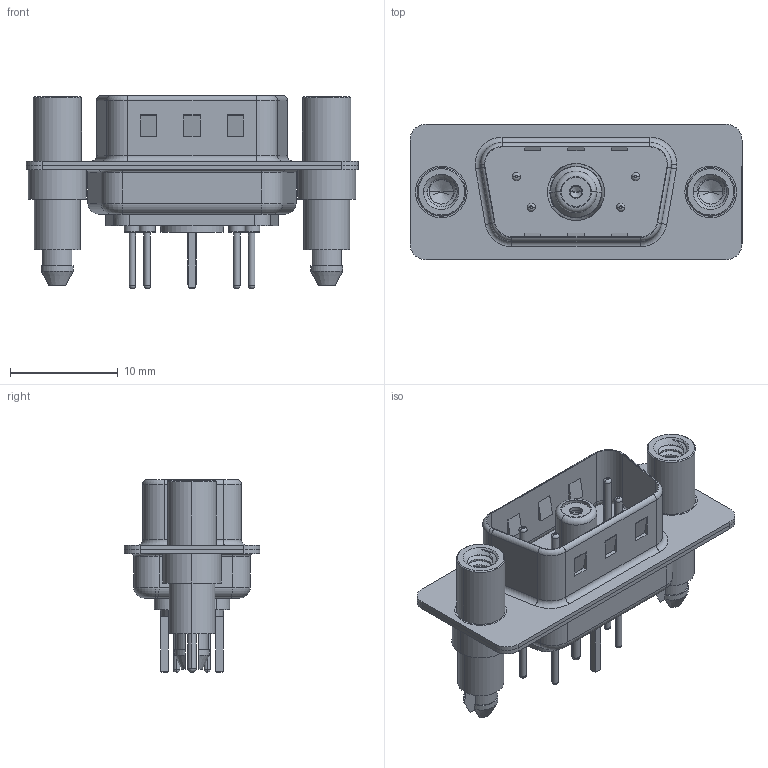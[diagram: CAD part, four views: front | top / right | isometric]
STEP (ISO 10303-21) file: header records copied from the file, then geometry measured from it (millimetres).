
FILE_DESCRIPTION (( 'STEP AP203' ), '1' );
FILE_NAME ('627-5W1-624-7N6.STEP', '2019-05-24T12:22:42', ( '' ), ( '' ), 'SwSTEP 2.0', 'SolidWorks 2016', '' );
FILE_SCHEMA (( 'CONFIG_CONTROL_DESIGN' ));
Length unit declared in the file: millimetre
Products named in the file (13): 627-5W1-624-7N6; Insulator Socket; Insulator Socket 2; 627Combo Housing_5W1; Locking Collar; 627Combo Shell Rear_09 Contacts; Socket_Str; 627Combo Shell Front_09 Contacts; Co-Ax Jack Assy_S; 627Combo Threaded Standoff and Boardlock_6; 627Combo Contact Row 1_24; Co-Ax Jack_Straight PC Tail; 627Combo Contact Row 2_24
Assembly tree (15 placements, depth 3):
  627-5W1-624-7N6
    627Combo Housing_5W1
    627Combo Shell Rear_09 Contacts
    627Combo Shell Front_09 Contacts
    627Combo Threaded Standoff and Boardlock_6  x2
    Co-Ax Jack Assy_S
      Co-Ax Jack_Straight PC Tail
      Insulator Socket
      Insulator Socket 2
      Locking Collar
      Socket_Str
    627Combo Contact Row 1_24  x2
    627Combo Contact Row 2_24  x2
Bounding box: 30.8 x 12.6 x 17.9 mm (x, y, z)
Volume: 1670.3 mm3; surface area: 4421.7 mm2
Topology: 14 solids, 14 shells, 615 faces, 1430 edges, 888 vertices
Faces by surface type: cylinder 260, plane 200, torus 118, cone 27, bspline 8, sphere 2
Entity records: 16963 total; most frequent: CARTESIAN_POINT 3722, DIRECTION 2666, ORIENTED_EDGE 2330, EDGE_CURVE 1165, AXIS2_PLACEMENT_3D 1065, VERTEX_POINT 731, EDGE_LOOP 580, CIRCLE 553
